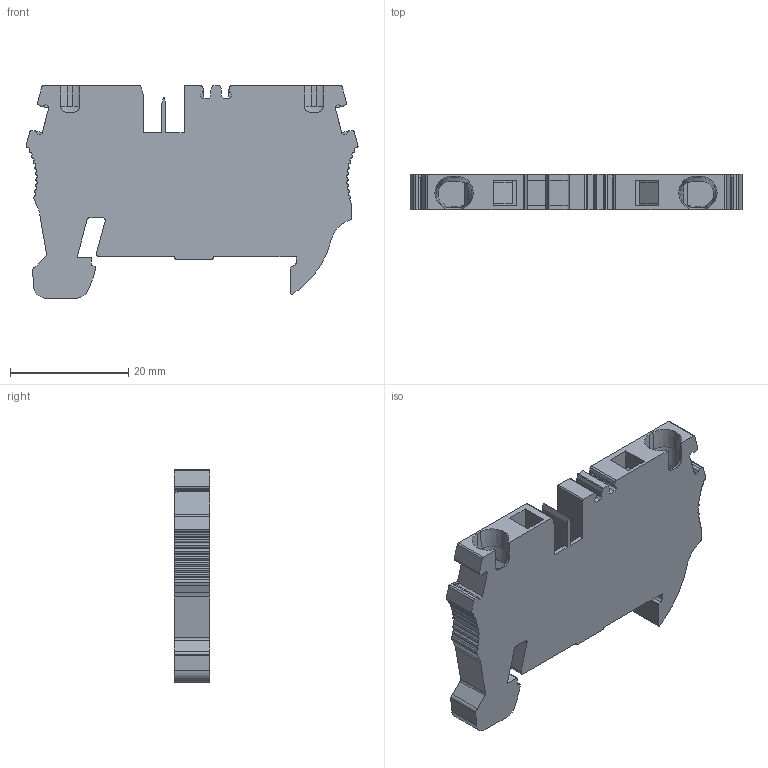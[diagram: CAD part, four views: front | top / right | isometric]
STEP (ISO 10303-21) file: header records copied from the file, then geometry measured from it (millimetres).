
FILE_DESCRIPTION(/* description */ ('Unknown'),/* implementation_level */ '2;1');
FILE_NAME(/* name */ 'SGQ4_3D_MODEL_SOLID',/* time_stamp */ '2021-05-01T15:31:19+05:00',/* author */ ('Unknown'),/* organization */ ('Unknown'),/* preprocessor_version */ 'ST-DEVELOPER v16.7',/* originating_system */ 'DEX',/* authorisation */ $);
FILE_SCHEMA (('AUTOMOTIVE_DESIGN {1 0 10303 214 3 1 1}'));
Length unit declared in the file: millimetre
Products named in the file (1): SGQ4_3D_MODEL_SOLID
Bounding box: 56.24 x 6 x 36 mm (x, y, z)
Volume: 7879.9 mm3; surface area: 5526.5 mm2
Topology: 1 solids, 1 shells, 261 faces, 776 edges, 519 vertices
Faces by surface type: plane 136, cylinder 115, bspline 6, cone 4
Entity records: 9215 total; most frequent: CARTESIAN_POINT 2010, ORIENTED_EDGE 1548, DIRECTION 1507, EDGE_CURVE 774, VERTEX_POINT 519, AXIS2_PLACEMENT_3D 510, LINE 487, VECTOR 487
